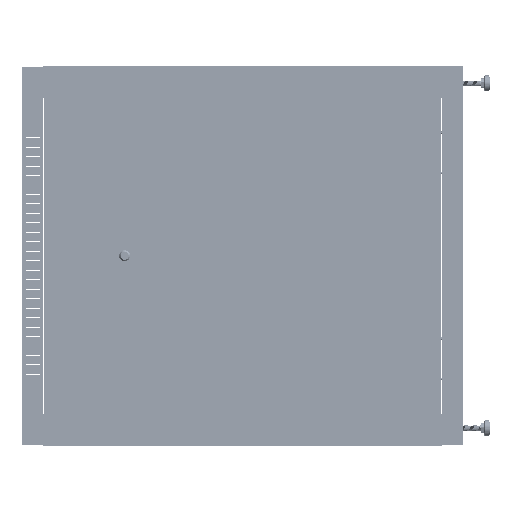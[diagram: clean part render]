
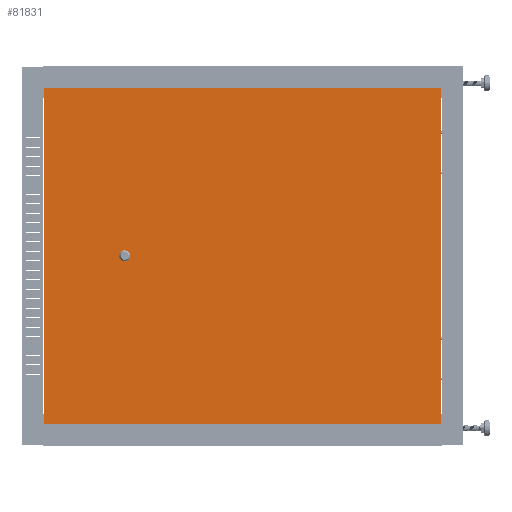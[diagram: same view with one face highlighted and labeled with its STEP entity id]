
A CAD part, left-side view. The second image highlights one B-rep face of the part: STEP entity #81831.
In plain terms, the highlighted face is planar.
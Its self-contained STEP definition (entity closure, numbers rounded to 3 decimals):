
#541 = VECTOR ( 'NONE', #108100, 1000. ) ;
#3092 = AXIS2_PLACEMENT_3D ( 'NONE', #7885, #43819, #81660 ) ;
#5689 = ORIENTED_EDGE ( 'NONE', *, *, #106549, .T. ) ;
#7666 = EDGE_LOOP ( 'NONE', ( #29021, #5689, #53515, #55680 ) ) ;
#7885 = CARTESIAN_POINT ( 'NONE',  ( 0., 249.5, 0. ) ) ;
#8847 = VERTEX_POINT ( 'NONE', #61663 ) ;
#10221 = EDGE_CURVE ( 'NONE', #10870, #8847, #91218, .T. ) ;
#10870 = VERTEX_POINT ( 'NONE', #115692 ) ;
#12717 = DIRECTION ( 'NONE',  ( 1., 0., 0. ) ) ;
#14731 = DIRECTION ( 'NONE',  ( 0., 0., 1. ) ) ;
#16017 = CIRCLE ( 'NONE', #102014, 11.5 ) ;
#18362 = VECTOR ( 'NONE', #105081, 1000. ) ;
#22640 = CARTESIAN_POINT ( 'NONE',  ( -355., 419.5, 0. ) ) ;
#23787 = FACE_BOUND ( 'NONE', #37792, .T. ) ;
#26764 = VERTEX_POINT ( 'NONE', #22640 ) ;
#27715 = LINE ( 'NONE', #89760, #541 ) ;
#27739 = LINE ( 'NONE', #68017, #107676 ) ;
#29021 = ORIENTED_EDGE ( 'NONE', *, *, #46367, .T. ) ;
#31510 = DIRECTION ( 'NONE',  ( 0., 0., 1. ) ) ;
#37792 = EDGE_LOOP ( 'NONE', ( #85176, #98349 ) ) ;
#37994 = VERTEX_POINT ( 'NONE', #68664 ) ;
#38573 = AXIS2_PLACEMENT_3D ( 'NONE', #78169, #14731, #80972 ) ;
#42402 = CARTESIAN_POINT ( 'NONE',  ( -355., -419.5, 0. ) ) ;
#43260 = EDGE_CURVE ( 'NONE', #58523, #37994, #16017, .T. ) ;
#43819 = DIRECTION ( 'NONE',  ( 0., 0., 1. ) ) ;
#43980 = LINE ( 'NONE', #42402, #102458 ) ;
#46367 = EDGE_CURVE ( 'NONE', #26764, #63212, #43980, .T. ) ;
#50070 = DIRECTION ( 'NONE',  ( -1., 0., 0. ) ) ;
#51063 = PLANE ( 'NONE',  #38573 ) ;
#53515 = ORIENTED_EDGE ( 'NONE', *, *, #10221, .T. ) ;
#55680 = ORIENTED_EDGE ( 'NONE', *, *, #66962, .T. ) ;
#58523 = VERTEX_POINT ( 'NONE', #95181 ) ;
#61663 = CARTESIAN_POINT ( 'NONE',  ( 355., 419.5, 0. ) ) ;
#62363 = CARTESIAN_POINT ( 'NONE',  ( -355., -419.5, 0. ) ) ;
#63212 = VERTEX_POINT ( 'NONE', #62363 ) ;
#66962 = EDGE_CURVE ( 'NONE', #8847, #26764, #27739, .T. ) ;
#68017 = CARTESIAN_POINT ( 'NONE',  ( 355., 419.5, 0. ) ) ;
#68664 = CARTESIAN_POINT ( 'NONE',  ( 11.5, 249.5, 0. ) ) ;
#76948 = CARTESIAN_POINT ( 'NONE',  ( 0., 249.5, 0. ) ) ;
#78169 = CARTESIAN_POINT ( 'NONE',  ( 0., 0., 0. ) ) ;
#80972 = DIRECTION ( 'NONE',  ( 1., 0., 0. ) ) ;
#81660 = DIRECTION ( 'NONE',  ( 1., 0., 0. ) ) ;
#81831 = ADVANCED_FACE ( 'NONE', ( #23787, #115152 ), #51063, .T. ) ;
#85176 = ORIENTED_EDGE ( 'NONE', *, *, #89732, .F. ) ;
#87085 = DIRECTION ( 'NONE',  ( 0., -1., 0. ) ) ;
#89732 = EDGE_CURVE ( 'NONE', #37994, #58523, #112491, .T. ) ;
#89760 = CARTESIAN_POINT ( 'NONE',  ( 355., -419.5, 0. ) ) ;
#91218 = LINE ( 'NONE', #113870, #18362 ) ;
#95181 = CARTESIAN_POINT ( 'NONE',  ( -11.5, 249.5, 0. ) ) ;
#98349 = ORIENTED_EDGE ( 'NONE', *, *, #43260, .F. ) ;
#102014 = AXIS2_PLACEMENT_3D ( 'NONE', #76948, #31510, #12717 ) ;
#102458 = VECTOR ( 'NONE', #87085, 1000. ) ;
#105081 = DIRECTION ( 'NONE',  ( 0., 1., 0. ) ) ;
#106549 = EDGE_CURVE ( 'NONE', #63212, #10870, #27715, .T. ) ;
#107676 = VECTOR ( 'NONE', #50070, 1000. ) ;
#108100 = DIRECTION ( 'NONE',  ( 1., 0., 0. ) ) ;
#112491 = CIRCLE ( 'NONE', #3092, 11.5 ) ;
#113870 = CARTESIAN_POINT ( 'NONE',  ( 355., -419.5, 0. ) ) ;
#115152 = FACE_OUTER_BOUND ( 'NONE', #7666, .T. ) ;
#115692 = CARTESIAN_POINT ( 'NONE',  ( 355., -419.5, 0. ) ) ;
